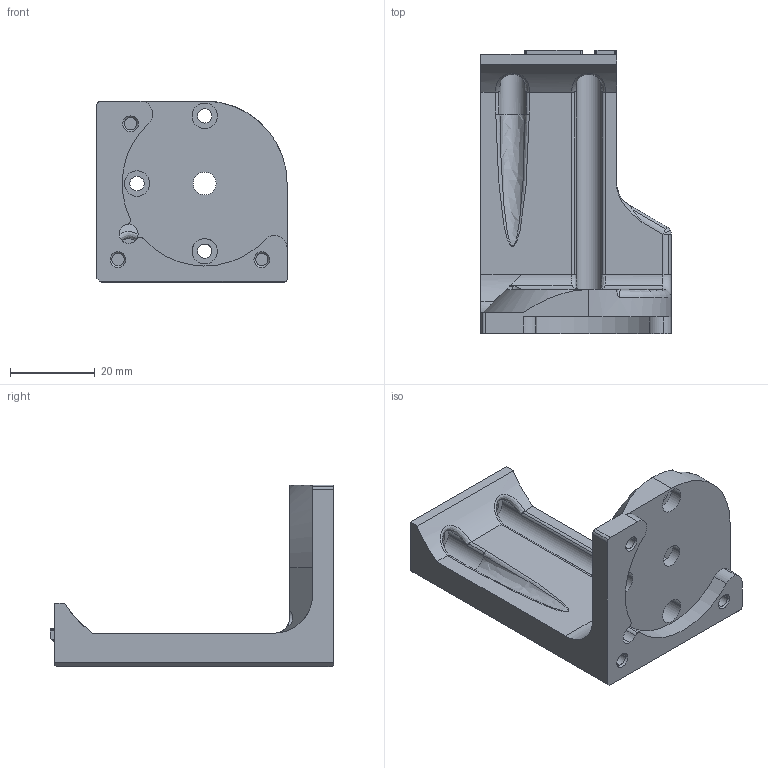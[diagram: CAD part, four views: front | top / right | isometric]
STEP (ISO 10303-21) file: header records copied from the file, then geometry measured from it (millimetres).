
FILE_DESCRIPTION (( 'STEP AP203' ), '1' );
FILE_NAME ('access_hole_corner_front_left.STEP', '2024-09-08T01:33:20', ( '' ), ( '' ), 'SwSTEP 2.0', 'SolidWorks 2024', '' );
FILE_SCHEMA (( 'CONFIG_CONTROL_DESIGN' ));
Length unit declared in the file: millimetre
Products named in the file (1): access_hole_corner_front_left
Bounding box: 45 x 67 x 43 mm (x, y, z)
Volume: 27883.4 mm3; surface area: 11368.2 mm2
Topology: 1 solids, 1 shells, 158 faces, 433 edges, 279 vertices
Faces by surface type: cylinder 86, plane 47, bspline 12, cone 9, sphere 2, torus 2
Entity records: 6238 total; most frequent: CARTESIAN_POINT 2203, ORIENTED_EDGE 866, DIRECTION 805, EDGE_CURVE 433, AXIS2_PLACEMENT_3D 305, VERTEX_POINT 279, LINE 195, VECTOR 195
